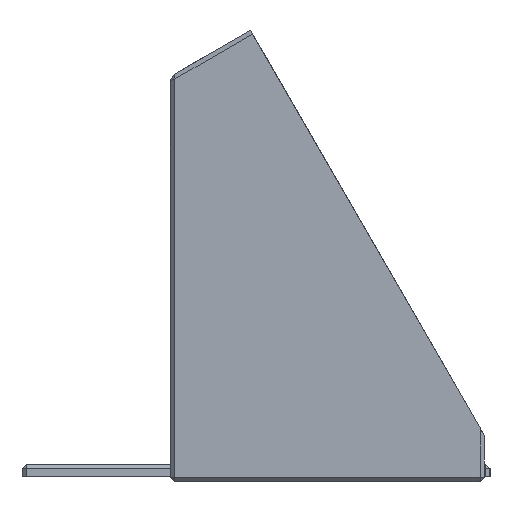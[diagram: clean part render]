
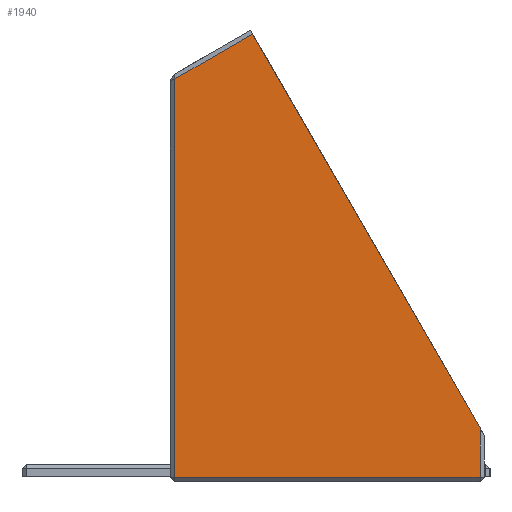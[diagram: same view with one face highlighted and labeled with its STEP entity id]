
A CAD part, left-side view. The second image highlights one B-rep face of the part: STEP entity #1940.
In plain terms, the highlighted planar face has unit normal (-1, 0, 0).
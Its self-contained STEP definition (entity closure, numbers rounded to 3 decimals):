
#137=FACE_OUTER_BOUND('',#251,.T.);
#251=EDGE_LOOP('',(#1395,#1396,#1397,#1398,#1399));
#395=LINE('',#2748,#630);
#428=LINE('',#2823,#663);
#438=LINE('',#2843,#673);
#441=LINE('',#2847,#676);
#451=LINE('',#2862,#686);
#630=VECTOR('',#2210,10.);
#663=VECTOR('',#2273,10.);
#673=VECTOR('',#2291,10.);
#676=VECTOR('',#2296,10.);
#686=VECTOR('',#2316,10.);
#863=VERTEX_POINT('',#2745);
#864=VERTEX_POINT('',#2747);
#884=VERTEX_POINT('',#2800);
#889=VERTEX_POINT('',#2816);
#897=VERTEX_POINT('',#2839);
#1033=EDGE_CURVE('',#863,#864,#395,.T.);
#1070=EDGE_CURVE('',#889,#884,#428,.T.);
#1080=EDGE_CURVE('',#864,#897,#438,.T.);
#1083=EDGE_CURVE('',#897,#889,#441,.T.);
#1093=EDGE_CURVE('',#884,#863,#451,.T.);
#1395=ORIENTED_EDGE('',*,*,#1093,.F.);
#1396=ORIENTED_EDGE('',*,*,#1070,.F.);
#1397=ORIENTED_EDGE('',*,*,#1083,.F.);
#1398=ORIENTED_EDGE('',*,*,#1080,.F.);
#1399=ORIENTED_EDGE('',*,*,#1033,.F.);
#1847=PLANE('',#2069);
#1940=ADVANCED_FACE('',(#137),#1847,.T.);
#2069=AXIS2_PLACEMENT_3D('',#2863,#2317,#2318);
#2210=DIRECTION('',(0.,-0.5,-0.866));
#2273=DIRECTION('',(0.,0.,1.));
#2291=DIRECTION('',(0.,0.,-1.));
#2296=DIRECTION('',(0.,1.,0.));
#2316=DIRECTION('',(0.,-0.866,0.5));
#2317=DIRECTION('center_axis',(-1.,0.,0.));
#2318=DIRECTION('ref_axis',(0.,-0.5,-0.866));
#2745=CARTESIAN_POINT('',(64.95,-132.057,50.32));
#2747=CARTESIAN_POINT('',(64.95,-157.607,6.066));
#2748=CARTESIAN_POINT('',(64.95,-131.807,50.753));
#2800=CARTESIAN_POINT('',(64.95,-123.3,45.264));
#2816=CARTESIAN_POINT('',(64.95,-123.3,0.5));
#2823=CARTESIAN_POINT('',(64.95,-123.3,22.776));
#2839=CARTESIAN_POINT('',(64.95,-157.607,0.5));
#2843=CARTESIAN_POINT('',(64.95,-157.607,25.376));
#2847=CARTESIAN_POINT('',(64.95,-140.453,0.5));
#2862=CARTESIAN_POINT('',(64.95,-123.05,45.12));
#2863=CARTESIAN_POINT('Origin',(64.95,-122.8,45.553));
